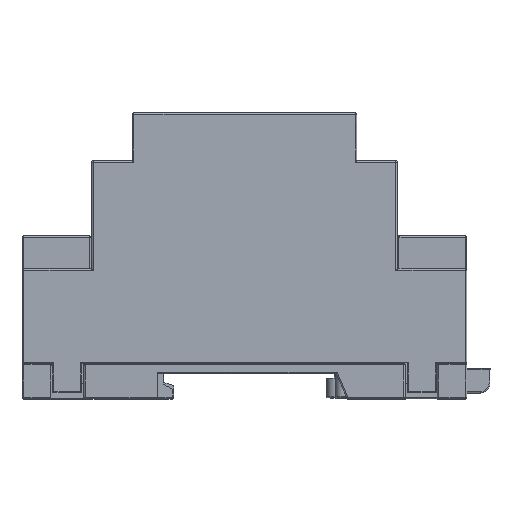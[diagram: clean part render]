
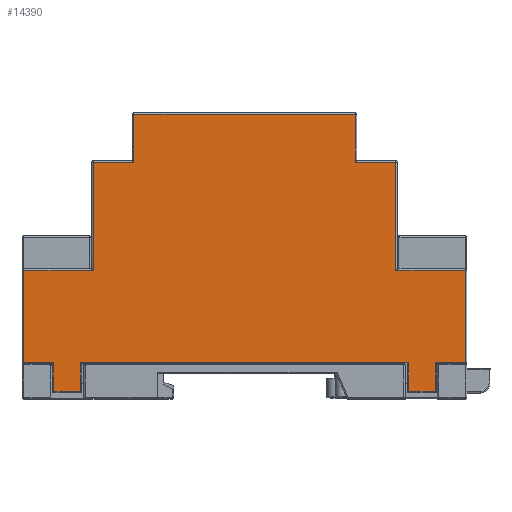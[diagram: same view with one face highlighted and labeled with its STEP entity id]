
A CAD part, top view. The second image highlights one B-rep face of the part: STEP entity #14390.
In plain terms, the highlighted planar face has unit normal (0, 0, 1).
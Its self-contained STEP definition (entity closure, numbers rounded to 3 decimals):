
#476=PLANE('',#15320);
#943=FACE_OUTER_BOUND('',#1797,.T.);
#1797=EDGE_LOOP('',(#10495,#10496,#10497,#10498,#10499,#10500,#10501,#10502,
#10503,#10504,#10505,#10506,#10507,#10508,#10509,#10510,#10511,#10512,#10513,
#10514));
#2843=LINE('',#21769,#4391);
#2845=LINE('',#21777,#4393);
#2848=LINE('',#21786,#4396);
#2849=LINE('',#21789,#4397);
#2850=LINE('',#21791,#4398);
#2851=LINE('',#21793,#4399);
#2852=LINE('',#21795,#4400);
#2853=LINE('',#21797,#4401);
#2854=LINE('',#21799,#4402);
#2855=LINE('',#21801,#4403);
#2856=LINE('',#21803,#4404);
#2857=LINE('',#21805,#4405);
#2858=LINE('',#21807,#4406);
#2859=LINE('',#21809,#4407);
#2860=LINE('',#21811,#4408);
#2861=LINE('',#21813,#4409);
#2862=LINE('',#21815,#4410);
#2863=LINE('',#21817,#4411);
#2864=LINE('',#21819,#4412);
#2865=LINE('',#21820,#4413);
#4391=VECTOR('',#17301,5.8);
#4393=VECTOR('',#17309,5.4);
#4396=VECTOR('',#17318,5.8);
#4397=VECTOR('',#17321,66.6);
#4398=VECTOR('',#17322,6.1);
#4399=VECTOR('',#17323,18.7);
#4400=VECTOR('',#17324,14.1);
#4401=VECTOR('',#17325,22.);
#4402=VECTOR('',#17326,8.25);
#4403=VECTOR('',#17327,9.7);
#4404=VECTOR('',#17328,44.9);
#4405=VECTOR('',#17329,9.7);
#4406=VECTOR('',#17330,8.25);
#4407=VECTOR('',#17331,22.);
#4408=VECTOR('',#17332,14.1);
#4409=VECTOR('',#17333,18.7);
#4410=VECTOR('',#17334,6.1);
#4411=VECTOR('',#17335,5.8);
#4412=VECTOR('',#17336,5.4);
#4413=VECTOR('',#17337,5.8);
#6354=VERTEX_POINT('',#21767);
#6355=VERTEX_POINT('',#21768);
#6358=VERTEX_POINT('',#21776);
#6361=VERTEX_POINT('',#21784);
#6362=VERTEX_POINT('',#21788);
#6363=VERTEX_POINT('',#21790);
#6364=VERTEX_POINT('',#21792);
#6365=VERTEX_POINT('',#21794);
#6366=VERTEX_POINT('',#21796);
#6367=VERTEX_POINT('',#21798);
#6368=VERTEX_POINT('',#21800);
#6369=VERTEX_POINT('',#21802);
#6370=VERTEX_POINT('',#21804);
#6371=VERTEX_POINT('',#21806);
#6372=VERTEX_POINT('',#21808);
#6373=VERTEX_POINT('',#21810);
#6374=VERTEX_POINT('',#21812);
#6375=VERTEX_POINT('',#21814);
#6376=VERTEX_POINT('',#21816);
#6377=VERTEX_POINT('',#21818);
#7856=EDGE_CURVE('',#6354,#6355,#2843,.T.);
#7860=EDGE_CURVE('',#6358,#6354,#2845,.T.);
#7865=EDGE_CURVE('',#6361,#6358,#2848,.T.);
#7866=EDGE_CURVE('',#6355,#6362,#2849,.T.);
#7867=EDGE_CURVE('',#6361,#6363,#2850,.T.);
#7868=EDGE_CURVE('',#6364,#6363,#2851,.T.);
#7869=EDGE_CURVE('',#6365,#6364,#2852,.T.);
#7870=EDGE_CURVE('',#6366,#6365,#2853,.T.);
#7871=EDGE_CURVE('',#6367,#6366,#2854,.T.);
#7872=EDGE_CURVE('',#6368,#6367,#2855,.T.);
#7873=EDGE_CURVE('',#6369,#6368,#2856,.T.);
#7874=EDGE_CURVE('',#6370,#6369,#2857,.T.);
#7875=EDGE_CURVE('',#6371,#6370,#2858,.T.);
#7876=EDGE_CURVE('',#6372,#6371,#2859,.T.);
#7877=EDGE_CURVE('',#6373,#6372,#2860,.T.);
#7878=EDGE_CURVE('',#6374,#6373,#2861,.T.);
#7879=EDGE_CURVE('',#6375,#6374,#2862,.T.);
#7880=EDGE_CURVE('',#6376,#6375,#2863,.T.);
#7881=EDGE_CURVE('',#6377,#6376,#2864,.T.);
#7882=EDGE_CURVE('',#6362,#6377,#2865,.T.);
#10495=ORIENTED_EDGE('',*,*,#7866,.F.);
#10496=ORIENTED_EDGE('',*,*,#7856,.F.);
#10497=ORIENTED_EDGE('',*,*,#7860,.F.);
#10498=ORIENTED_EDGE('',*,*,#7865,.F.);
#10499=ORIENTED_EDGE('',*,*,#7867,.T.);
#10500=ORIENTED_EDGE('',*,*,#7868,.F.);
#10501=ORIENTED_EDGE('',*,*,#7869,.F.);
#10502=ORIENTED_EDGE('',*,*,#7870,.F.);
#10503=ORIENTED_EDGE('',*,*,#7871,.F.);
#10504=ORIENTED_EDGE('',*,*,#7872,.F.);
#10505=ORIENTED_EDGE('',*,*,#7873,.F.);
#10506=ORIENTED_EDGE('',*,*,#7874,.F.);
#10507=ORIENTED_EDGE('',*,*,#7875,.F.);
#10508=ORIENTED_EDGE('',*,*,#7876,.F.);
#10509=ORIENTED_EDGE('',*,*,#7877,.F.);
#10510=ORIENTED_EDGE('',*,*,#7878,.F.);
#10511=ORIENTED_EDGE('',*,*,#7879,.F.);
#10512=ORIENTED_EDGE('',*,*,#7880,.F.);
#10513=ORIENTED_EDGE('',*,*,#7881,.F.);
#10514=ORIENTED_EDGE('',*,*,#7882,.F.);
#14390=ADVANCED_FACE('',(#943),#476,.T.);
#15320=AXIS2_PLACEMENT_3D('',#21787,#17319,#17320);
#17301=DIRECTION('',(0.,1.,0.));
#17309=DIRECTION('',(-1.,0.,0.));
#17318=DIRECTION('',(0.,-1.,0.));
#17319=DIRECTION('center_axis',(0.,0.,1.));
#17320=DIRECTION('ref_axis',(1.,0.,0.));
#17321=DIRECTION('',(-1.,0.,0.));
#17322=DIRECTION('',(1.,0.,0.));
#17323=DIRECTION('',(0.,-1.,0.));
#17324=DIRECTION('',(1.,0.,0.));
#17325=DIRECTION('',(0.,-1.,0.));
#17326=DIRECTION('',(1.,0.,0.));
#17327=DIRECTION('',(0.,-1.,0.));
#17328=DIRECTION('',(1.,0.,0.));
#17329=DIRECTION('',(0.,1.,0.));
#17330=DIRECTION('',(1.,0.,0.));
#17331=DIRECTION('',(0.,1.,0.));
#17332=DIRECTION('',(1.,0.,0.));
#17333=DIRECTION('',(0.,1.,0.));
#17334=DIRECTION('',(-1.,0.,0.));
#17335=DIRECTION('',(0.,1.,0.));
#17336=DIRECTION('',(-1.,0.,0.));
#17337=DIRECTION('',(0.,-1.,0.));
#21767=CARTESIAN_POINT('',(33.3,-31.15,36.3));
#21768=CARTESIAN_POINT('',(33.3,-25.35,36.3));
#21769=CARTESIAN_POINT('',(33.3,-17.545,36.3));
#21776=CARTESIAN_POINT('',(38.7,-31.15,36.3));
#21777=CARTESIAN_POINT('',(19.45,-31.15,36.3));
#21784=CARTESIAN_POINT('',(38.7,-25.35,36.3));
#21786=CARTESIAN_POINT('',(38.7,-14.545,36.3));
#21787=CARTESIAN_POINT('Origin',(0.,-3.74,
36.3));
#21788=CARTESIAN_POINT('',(-33.3,-25.35,36.3));
#21789=CARTESIAN_POINT('',(-22.55,-25.35,36.3));
#21790=CARTESIAN_POINT('',(44.8,-25.35,36.3));
#21791=CARTESIAN_POINT('',(-45.1,-25.35,36.3));
#21792=CARTESIAN_POINT('',(44.8,-6.65,36.3));
#21793=CARTESIAN_POINT('',(44.8,-14.545,36.3));
#21794=CARTESIAN_POINT('',(30.7,-6.65,36.3));
#21795=CARTESIAN_POINT('',(15.5,-6.65,36.3));
#21796=CARTESIAN_POINT('',(30.7,15.35,36.3));
#21797=CARTESIAN_POINT('',(30.7,5.955,36.3));
#21798=CARTESIAN_POINT('',(22.45,15.35,36.3));
#21799=CARTESIAN_POINT('',(11.375,15.35,36.3));
#21800=CARTESIAN_POINT('',(22.45,25.05,36.3));
#21801=CARTESIAN_POINT('',(22.45,10.805,36.3));
#21802=CARTESIAN_POINT('',(-22.45,25.05,36.3));
#21803=CARTESIAN_POINT('',(-11.375,25.05,36.3));
#21804=CARTESIAN_POINT('',(-22.45,15.35,36.3));
#21805=CARTESIAN_POINT('',(-22.45,5.955,36.3));
#21806=CARTESIAN_POINT('',(-30.7,15.35,36.3));
#21807=CARTESIAN_POINT('',(-15.5,15.35,36.3));
#21808=CARTESIAN_POINT('',(-30.7,-6.65,36.3));
#21809=CARTESIAN_POINT('',(-30.7,-5.045,36.3));
#21810=CARTESIAN_POINT('',(-44.8,-6.65,36.3));
#21811=CARTESIAN_POINT('',(-22.55,-6.65,36.3));
#21812=CARTESIAN_POINT('',(-44.8,-25.35,36.3));
#21813=CARTESIAN_POINT('',(-44.8,-5.045,36.3));
#21814=CARTESIAN_POINT('',(-38.7,-25.35,36.3));
#21815=CARTESIAN_POINT('',(-22.55,-25.35,36.3));
#21816=CARTESIAN_POINT('',(-38.7,-31.15,36.3));
#21817=CARTESIAN_POINT('',(-38.7,-17.545,36.3));
#21818=CARTESIAN_POINT('',(-33.3,-31.15,36.3));
#21819=CARTESIAN_POINT('',(-16.55,-31.15,36.3));
#21820=CARTESIAN_POINT('',(-33.3,-14.545,36.3));
